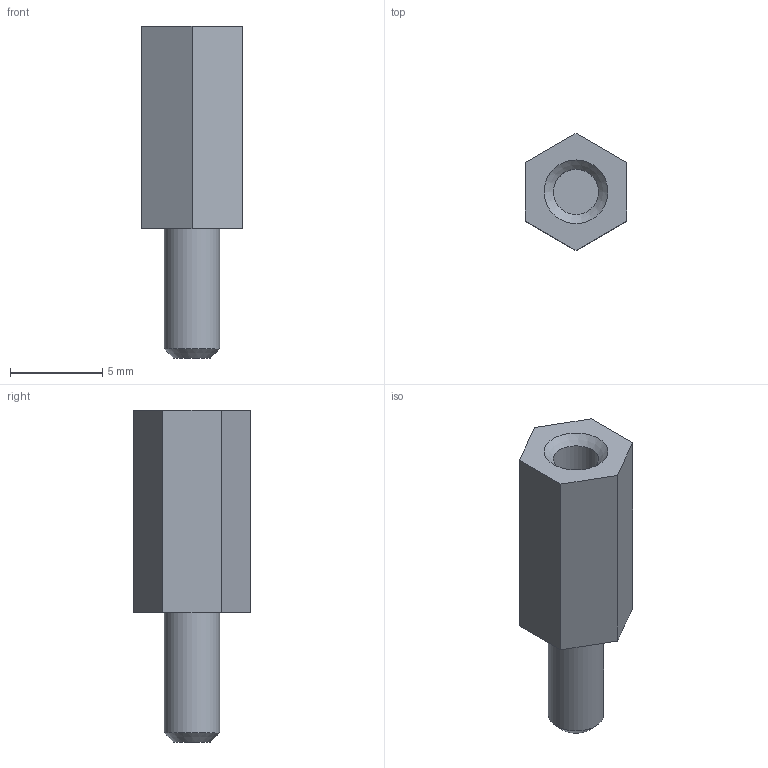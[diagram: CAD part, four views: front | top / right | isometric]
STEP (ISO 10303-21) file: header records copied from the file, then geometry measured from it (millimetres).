
FILE_DESCRIPTION(('STEP AP214'), '1');
FILE_NAME('栺鍣罻_2.5', '2020-02-04T06:19:13', ('user'), (''), 'ASCON STEP Converter 1.3', 'ASCON Math Kernel', '');
FILE_SCHEMA(('AUTOMOTIVE_DESIGN { 1 0 10303 214 3 1 1}'));
Length unit declared in the file: millimetre
Products named in the file (1): 14Ò161.4301.0136.75-1000.1
Bounding box: 5.5 x 6.35 x 18 mm (x, y, z)
Volume: 292.8 mm3; surface area: 392.4 mm2
Topology: 1 solids, 1 shells, 14 faces, 28 edges, 18 vertices
Faces by surface type: plane 10, cylinder 2, cone 2
Full cylindrical faces by diameter (mm): 2.459 x1, 3 x1
Entity records: 540 total; most frequent: DIRECTION 68, CARTESIAN_POINT 61, ORIENTED_EDGE 48, AXIS2_PLACEMENT_3D 25, EDGE_CURVE 24, EDGE_LOOP 20, VERTEX_POINT 18, LINE 18
